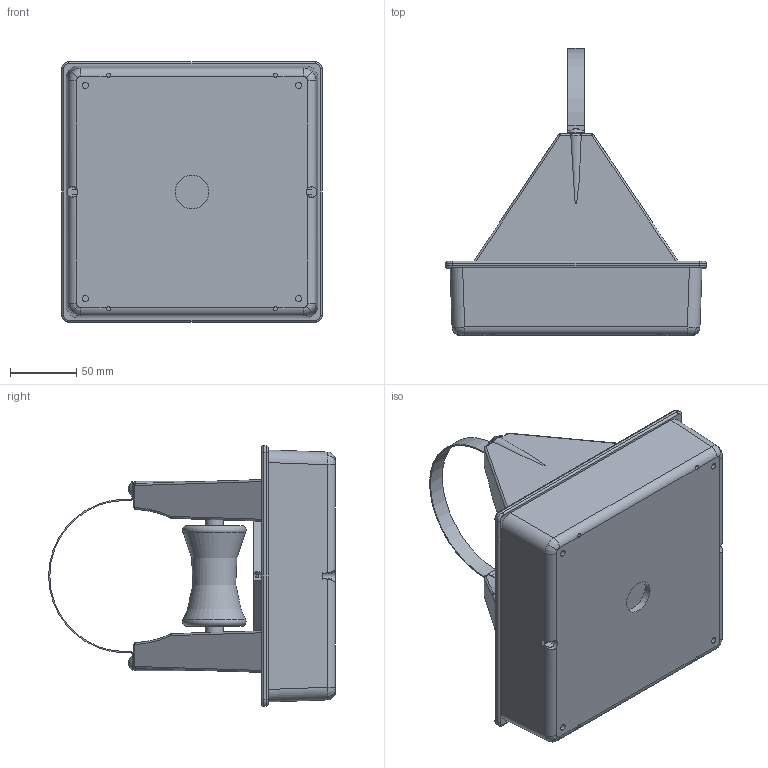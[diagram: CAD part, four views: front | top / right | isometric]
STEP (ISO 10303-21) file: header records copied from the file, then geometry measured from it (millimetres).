
FILE_DESCRIPTION((''),'2;1');
FILE_NAME('3-R-2 with Pipestrap and Spacer.stp','2012-11-21T08:26:58',('rdavis'),(''),'Autodesk Inventor 2013','Autodesk Inventor 2013','');
FILE_SCHEMA(('AUTOMOTIVE_DESIGN { 1 0 10303 214 1 1 1 1 }'));
Length unit declared in the file: inch
Products named in the file (10): 3-R-2 with Pipestrap and Spacer; 3-R-2 with Spacer; 3R No Logo; 3-R roller assy; 3 inch Roller_3_ Roller; Rod for 3R Pipestand; 3-R Spacer; Spacers_3R Spacer; Pipe Strap 3R2; Cross Recessed Truss Head Tapping Screw - Type AB - Type II No. 10 - 16 - 5/8
Assembly tree (10 placements, depth 4):
  3-R-2 with Pipestrap and Spacer
    3-R-2 with Spacer
      3R No Logo
      3-R roller assy
        3 inch Roller_3_ Roller
        Rod for 3R Pipestand
      3-R Spacer
        Spacers_3R Spacer
    Pipe Strap 3R2
    Cross Recessed Truss Head Tapping Screw - Type AB - Type II No. 10 - 16 - 5/8  x2
Bounding box: 196.85 x 216.84 x 196.85 mm (x, y, z)
Volume: 684671.5 mm3; surface area: 385896.9 mm2
Topology: 7 solids, 7 shells, 1861 faces, 4912 edges, 3195 vertices
Faces by surface type: plane 1094, bspline 423, cylinder 186, torus 69, sphere 46, cone 43
Full cylindrical faces by diameter (mm): 3.048 x8, 3.81 x4, 4.572 x4, 4.826 x2, 5.08 x1, 6.096 x2, 6.35 x3, 11.379 x2, 13.97 x1, 16.922 x1, 19.939 x2, 25.083 x1, 25.146 x1, 41.224 x2
Entity records: 79596 total; most frequent: CARTESIAN_POINT 35035, ORIENTED_EDGE 9564, DIRECTION 7320, EDGE_CURVE 4782, VECTOR 3160, LINE 3160, VERTEX_POINT 3132, AXIS2_PLACEMENT_3D 2080
